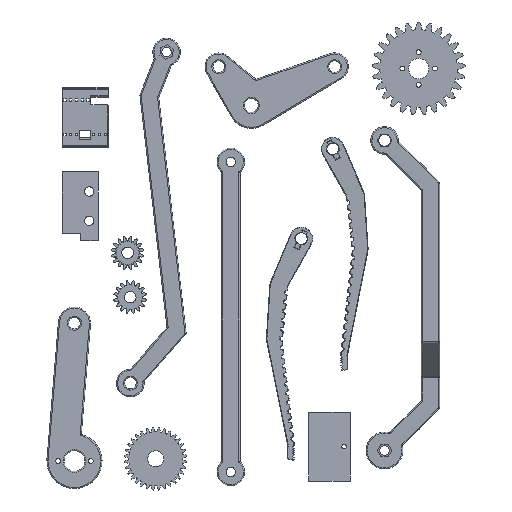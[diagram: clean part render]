
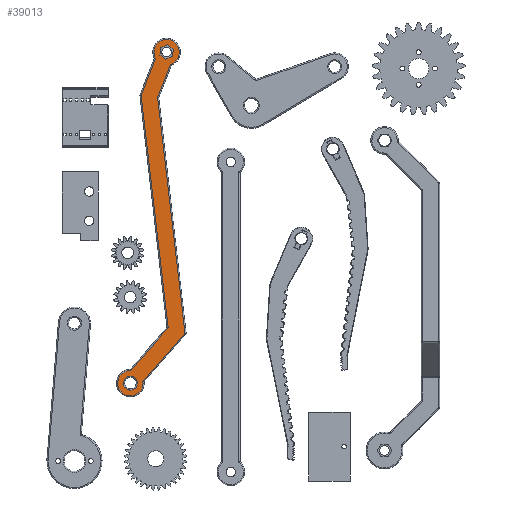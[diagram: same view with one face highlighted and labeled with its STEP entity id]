
A CAD part, front view. The second image highlights one B-rep face of the part: STEP entity #39013.
In plain terms, the highlighted face is planar.
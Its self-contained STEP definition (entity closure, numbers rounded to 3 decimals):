
#357 = VERTEX_POINT ( 'NONE', #39126 ) ;
#678 = VECTOR ( 'NONE', #15822, 1000. ) ;
#703 = VECTOR ( 'NONE', #34535, 1000. ) ;
#1301 = DIRECTION ( 'NONE',  ( 0., 0., 1. ) ) ;
#1606 = CARTESIAN_POINT ( 'NONE',  ( -3.192, 4.479, 3. ) ) ;
#2169 = AXIS2_PLACEMENT_3D ( 'NONE', #7580, #14672, #28735 ) ;
#2285 = CARTESIAN_POINT ( 'NONE',  ( -119.265, -13.747, 3. ) ) ;
#2636 = CARTESIAN_POINT ( 'NONE',  ( -5.004, -2.283, 3. ) ) ;
#2711 = AXIS2_PLACEMENT_3D ( 'NONE', #30132, #23215, #44191 ) ;
#2785 = VERTEX_POINT ( 'NONE', #20018 ) ;
#2817 = ORIENTED_EDGE ( 'NONE', *, *, #23398, .F. ) ;
#2907 = EDGE_CURVE ( 'NONE', #42578, #17768, #28515, .T. ) ;
#2992 = VERTEX_POINT ( 'NONE', #31551 ) ;
#3070 = DIRECTION ( 'NONE',  ( -0.819, 0.574, 0. ) ) ;
#3631 = AXIS2_PLACEMENT_3D ( 'NONE', #40032, #36554, #5040 ) ;
#3914 = FACE_BOUND ( 'NONE', #26177, .T. ) ;
#4014 = ORIENTED_EDGE ( 'NONE', *, *, #16530, .T. ) ;
#4110 = EDGE_CURVE ( 'NONE', #33096, #21574, #28625, .T. ) ;
#4309 = EDGE_CURVE ( 'NONE', #43322, #2992, #12796, .T. ) ;
#4677 = ORIENTED_EDGE ( 'NONE', *, *, #26831, .T. ) ;
#4733 = AXIS2_PLACEMENT_3D ( 'NONE', #36231, #44975, #20512 ) ;
#5040 = DIRECTION ( 'NONE',  ( 1., 0., 0. ) ) ;
#5052 = VERTEX_POINT ( 'NONE', #18187 ) ;
#5549 = DIRECTION ( 'NONE',  ( -0.975, -0.223, 0. ) ) ;
#6232 = ORIENTED_EDGE ( 'NONE', *, *, #39125, .F. ) ;
#6297 = VECTOR ( 'NONE', #3070, 1000. ) ;
#6465 = CARTESIAN_POINT ( 'NONE',  ( -120.553, -21.391, 3. ) ) ;
#6520 = LINE ( 'NONE', #34599, #6297 ) ;
#6828 = ORIENTED_EDGE ( 'NONE', *, *, #30872, .T. ) ;
#7580 = CARTESIAN_POINT ( 'NONE',  ( -145., 0., 3. ) ) ;
#8576 = EDGE_LOOP ( 'NONE', ( #37964, #12901, #4014, #6828, #26581, #18889, #35973, #4677, #35633 ) ) ;
#8675 = DIRECTION ( 'NONE',  ( 0.966, -0.259, 0. ) ) ;
#8817 = LINE ( 'NONE', #22842, #19597 ) ;
#8994 = CARTESIAN_POINT ( 'NONE',  ( -119.049, -13.697, 3. ) ) ;
#9443 = LINE ( 'NONE', #8994, #38790 ) ;
#9717 = VECTOR ( 'NONE', #8675, 1000. ) ;
#10693 = ORIENTED_EDGE ( 'NONE', *, *, #13384, .T. ) ;
#11684 = EDGE_CURVE ( 'NONE', #357, #45450, #38138, .T. ) ;
#12382 = FACE_OUTER_BOUND ( 'NONE', #8576, .T. ) ;
#12717 = EDGE_LOOP ( 'NONE', ( #39875, #39903, #41006, #44357, #6232, #2817 ) ) ;
#12796 = LINE ( 'NONE', #36967, #13228 ) ;
#12901 = ORIENTED_EDGE ( 'NONE', *, *, #25898, .T. ) ;
#13015 = DIRECTION ( 'NONE',  ( 0.975, 0.223, 0. ) ) ;
#13228 = VECTOR ( 'NONE', #26829, 1000. ) ;
#13299 = CARTESIAN_POINT ( 'NONE',  ( -143.532, -5.301, 3. ) ) ;
#13384 = EDGE_CURVE ( 'NONE', #2785, #35015, #20123, .T. ) ;
#14176 = CIRCLE ( 'NONE', #25947, 5.5 ) ;
#14672 = DIRECTION ( 'NONE',  ( 0., 0., -1. ) ) ;
#15590 = PLANE ( 'NONE',  #3631 ) ;
#15678 = CARTESIAN_POINT ( 'NONE',  ( -20.067, 1.753, 3. ) ) ;
#15788 = LINE ( 'NONE', #32864, #9717 ) ;
#15822 = DIRECTION ( 'NONE',  ( -0.5, 0.866, 0. ) ) ;
#16045 = LINE ( 'NONE', #26204, #678 ) ;
#16530 = EDGE_CURVE ( 'NONE', #23749, #39810, #14176, .T. ) ;
#16907 = CARTESIAN_POINT ( 'NONE',  ( -20.188, 1.726, 3. ) ) ;
#17086 = EDGE_CURVE ( 'NONE', #2992, #357, #28216, .T. ) ;
#17098 = CARTESIAN_POINT ( 'NONE',  ( -1.588, -2.75, 3. ) ) ;
#17768 = VERTEX_POINT ( 'NONE', #23456 ) ;
#17934 = LINE ( 'NONE', #38459, #35202 ) ;
#18187 = CARTESIAN_POINT ( 'NONE',  ( 1.588, -2.75, 3. ) ) ;
#18889 = ORIENTED_EDGE ( 'NONE', *, *, #32703, .T. ) ;
#18977 = CARTESIAN_POINT ( 'NONE',  ( 0., 0., 3. ) ) ;
#19597 = VECTOR ( 'NONE', #32318, 1000. ) ;
#19936 = DIRECTION ( 'NONE',  ( 0.5, -0.866, 0. ) ) ;
#20018 = CARTESIAN_POINT ( 'NONE',  ( -148.05, 0., 3. ) ) ;
#20123 = CIRCLE ( 'NONE', #4733, 3.05 ) ;
#20208 = VECTOR ( 'NONE', #13015, 1000. ) ;
#20512 = DIRECTION ( 'NONE',  ( 1., 0., 0. ) ) ;
#21574 = VERTEX_POINT ( 'NONE', #23397 ) ;
#22002 = CIRCLE ( 'NONE', #2169, 3.05 ) ;
#22228 = VERTEX_POINT ( 'NONE', #42903 ) ;
#22842 = CARTESIAN_POINT ( 'NONE',  ( 1.588, -2.75, 3. ) ) ;
#23215 = DIRECTION ( 'NONE',  ( 0., 0., 1. ) ) ;
#23397 = CARTESIAN_POINT ( 'NONE',  ( 5.5, 0., 3. ) ) ;
#23398 = EDGE_CURVE ( 'NONE', #5052, #35963, #8817, .T. ) ;
#23456 = CARTESIAN_POINT ( 'NONE',  ( -19.933, 8.965, 3. ) ) ;
#23749 = VERTEX_POINT ( 'NONE', #36388 ) ;
#23994 = EDGE_CURVE ( 'NONE', #17768, #41577, #9443, .T. ) ;
#24344 = EDGE_CURVE ( 'NONE', #22228, #33607, #31207, .T. ) ;
#24997 = DIRECTION ( 'NONE',  ( 1., 0., 0. ) ) ;
#25898 = EDGE_CURVE ( 'NONE', #41577, #23749, #6520, .T. ) ;
#25947 = AXIS2_PLACEMENT_3D ( 'NONE', #36364, #30367, #40943 ) ;
#26177 = EDGE_LOOP ( 'NONE', ( #26745, #10693 ) ) ;
#26204 = CARTESIAN_POINT ( 'NONE',  ( 3.175, 0., 3. ) ) ;
#26581 = ORIENTED_EDGE ( 'NONE', *, *, #24344, .T. ) ;
#26736 = VECTOR ( 'NONE', #45513, 1000. ) ;
#26745 = ORIENTED_EDGE ( 'NONE', *, *, #38945, .T. ) ;
#26829 = DIRECTION ( 'NONE',  ( -1., 0., 0. ) ) ;
#26831 = EDGE_CURVE ( 'NONE', #21574, #42578, #29146, .T. ) ;
#27080 = CARTESIAN_POINT ( 'NONE',  ( -3.175, 0., 3. ) ) ;
#28216 = LINE ( 'NONE', #38353, #26736 ) ;
#28515 = LINE ( 'NONE', #32218, #44760 ) ;
#28625 = CIRCLE ( 'NONE', #31617, 5.5 ) ;
#28735 = DIRECTION ( 'NONE',  ( 1., 0., 0. ) ) ;
#29146 = CIRCLE ( 'NONE', #2711, 5.5 ) ;
#30132 = CARTESIAN_POINT ( 'NONE',  ( 0., 0., 3. ) ) ;
#30367 = DIRECTION ( 'NONE',  ( 0., 0., 1. ) ) ;
#30395 = VECTOR ( 'NONE', #19936, 1000. ) ;
#30872 = EDGE_CURVE ( 'NONE', #39810, #22228, #44692, .T. ) ;
#31207 = LINE ( 'NONE', #16907, #20208 ) ;
#31551 = CARTESIAN_POINT ( 'NONE',  ( -1.588, 2.75, 3. ) ) ;
#31617 = AXIS2_PLACEMENT_3D ( 'NONE', #18977, #1301, #24997 ) ;
#32011 = DIRECTION ( 'NONE',  ( 1., 0., 0. ) ) ;
#32218 = CARTESIAN_POINT ( 'NONE',  ( -20.053, 8.997, 3. ) ) ;
#32318 = DIRECTION ( 'NONE',  ( 0.5, 0.866, 0. ) ) ;
#32703 = EDGE_CURVE ( 'NONE', #33607, #33096, #15788, .T. ) ;
#32864 = CARTESIAN_POINT ( 'NONE',  ( -5.226, -2.223, 3. ) ) ;
#33096 = VERTEX_POINT ( 'NONE', #2636 ) ;
#33607 = VERTEX_POINT ( 'NONE', #15678 ) ;
#34535 = DIRECTION ( 'NONE',  ( 0.819, -0.574, 0. ) ) ;
#34599 = CARTESIAN_POINT ( 'NONE',  ( -45.696, -65.261, 3. ) ) ;
#34774 = DIRECTION ( 'NONE',  ( -0.966, 0.259, 0. ) ) ;
#35015 = VERTEX_POINT ( 'NONE', #39376 ) ;
#35202 = VECTOR ( 'NONE', #32011, 1000. ) ;
#35633 = ORIENTED_EDGE ( 'NONE', *, *, #2907, .T. ) ;
#35963 = VERTEX_POINT ( 'NONE', #40802 ) ;
#35973 = ORIENTED_EDGE ( 'NONE', *, *, #4110, .T. ) ;
#36231 = CARTESIAN_POINT ( 'NONE',  ( -145., 0., 3. ) ) ;
#36364 = CARTESIAN_POINT ( 'NONE',  ( -145., 0., 3. ) ) ;
#36388 = CARTESIAN_POINT ( 'NONE',  ( -139.517, 0.434, 3. ) ) ;
#36554 = DIRECTION ( 'NONE',  ( 0., 0., 1. ) ) ;
#36967 = CARTESIAN_POINT ( 'NONE',  ( 1.588, 2.75, 3. ) ) ;
#37031 = CARTESIAN_POINT ( 'NONE',  ( 1.588, 2.75, 3. ) ) ;
#37964 = ORIENTED_EDGE ( 'NONE', *, *, #23994, .T. ) ;
#38138 = LINE ( 'NONE', #27080, #30395 ) ;
#38353 = CARTESIAN_POINT ( 'NONE',  ( -1.588, 2.75, 3. ) ) ;
#38459 = CARTESIAN_POINT ( 'NONE',  ( -1.588, -2.75, 3. ) ) ;
#38790 = VECTOR ( 'NONE', #5549, 1000. ) ;
#38945 = EDGE_CURVE ( 'NONE', #35015, #2785, #22002, .T. ) ;
#39013 = ADVANCED_FACE ( 'NONE', ( #3914, #12382, #44412 ), #15590, .T. ) ;
#39125 = EDGE_CURVE ( 'NONE', #35963, #43322, #16045, .T. ) ;
#39126 = CARTESIAN_POINT ( 'NONE',  ( -3.175, 0., 3. ) ) ;
#39376 = CARTESIAN_POINT ( 'NONE',  ( -141.95, 0., 3. ) ) ;
#39810 = VERTEX_POINT ( 'NONE', #13299 ) ;
#39875 = ORIENTED_EDGE ( 'NONE', *, *, #44775, .F. ) ;
#39903 = ORIENTED_EDGE ( 'NONE', *, *, #11684, .F. ) ;
#40032 = CARTESIAN_POINT ( 'NONE',  ( 0., 0., 3. ) ) ;
#40802 = CARTESIAN_POINT ( 'NONE',  ( 3.175, 0., 3. ) ) ;
#40943 = DIRECTION ( 'NONE',  ( 1., 0., 0. ) ) ;
#41006 = ORIENTED_EDGE ( 'NONE', *, *, #17086, .F. ) ;
#41577 = VERTEX_POINT ( 'NONE', #2285 ) ;
#42578 = VERTEX_POINT ( 'NONE', #1606 ) ;
#42903 = CARTESIAN_POINT ( 'NONE',  ( -120.735, -21.263, 3. ) ) ;
#43322 = VERTEX_POINT ( 'NONE', #37031 ) ;
#44191 = DIRECTION ( 'NONE',  ( 1., 0., 0. ) ) ;
#44357 = ORIENTED_EDGE ( 'NONE', *, *, #4309, .F. ) ;
#44412 = FACE_BOUND ( 'NONE', #12717, .T. ) ;
#44692 = LINE ( 'NONE', #6465, #703 ) ;
#44760 = VECTOR ( 'NONE', #34774, 1000. ) ;
#44775 = EDGE_CURVE ( 'NONE', #45450, #5052, #17934, .T. ) ;
#44975 = DIRECTION ( 'NONE',  ( 0., 0., -1. ) ) ;
#45450 = VERTEX_POINT ( 'NONE', #17098 ) ;
#45513 = DIRECTION ( 'NONE',  ( -0.5, -0.866, 0. ) ) ;
